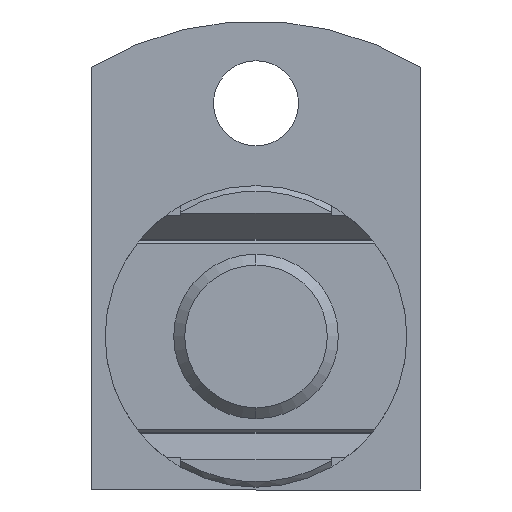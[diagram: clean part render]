
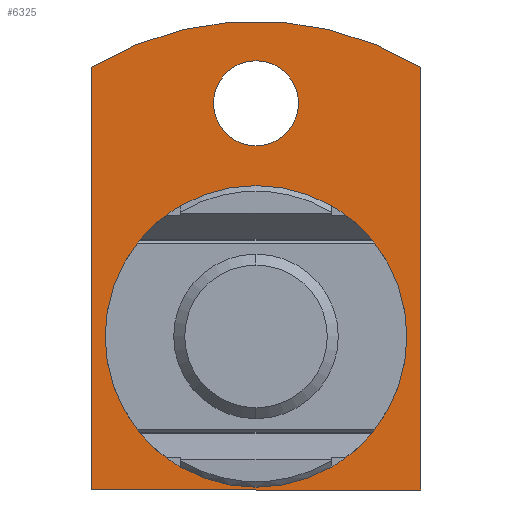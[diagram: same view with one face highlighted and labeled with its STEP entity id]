
A CAD part, front view. The second image highlights one B-rep face of the part: STEP entity #6325.
In plain terms, the highlighted planar face has unit normal (0, -1, 0).
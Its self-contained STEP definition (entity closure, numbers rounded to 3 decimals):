
#307 = VERTEX_POINT ( 'NONE', #5286 ) ;
#375 = EDGE_LOOP ( 'NONE', ( #10045, #5789 ) ) ;
#438 = CARTESIAN_POINT ( 'NONE',  ( 0., -5., 0. ) ) ;
#509 = DIRECTION ( 'NONE',  ( 0., 1., 0. ) ) ;
#559 = VERTEX_POINT ( 'NONE', #2969 ) ;
#660 = CARTESIAN_POINT ( 'NONE',  ( 5.5, -5., 0. ) ) ;
#978 = CARTESIAN_POINT ( 'NONE',  ( 0., -5., 0. ) ) ;
#1000 = CARTESIAN_POINT ( 'NONE',  ( -1.55, -5., 8.5 ) ) ;
#1062 = VERTEX_POINT ( 'NONE', #3093 ) ;
#1328 = AXIS2_PLACEMENT_3D ( 'NONE', #5382, #2124, #4202 ) ;
#1651 = VERTEX_POINT ( 'NONE', #1000 ) ;
#1784 = AXIS2_PLACEMENT_3D ( 'NONE', #13158, #10997, #3395 ) ;
#1892 = EDGE_CURVE ( 'Defeature ausgef�hrt3_61+Defeature ausgef�hrt3_291+Defeature ausgef�hrt3_291+Defeature ausgef�hrt3_291', #1651, #9215, #7830, .T. ) ;
#2112 = CIRCLE ( 'NONE', #1784, 1.55 ) ;
#2124 = DIRECTION ( 'NONE',  ( 0., 1., 0. ) ) ;
#2356 = VECTOR ( 'NONE', #10259, 1000. ) ;
#2969 = CARTESIAN_POINT ( 'NONE',  ( -5.5, -5., 0. ) ) ;
#3060 = CARTESIAN_POINT ( 'NONE',  ( -6., -5., -5.6 ) ) ;
#3093 = CARTESIAN_POINT ( 'NONE',  ( -6., -5., 9.811 ) ) ;
#3350 = DIRECTION ( 'NONE',  ( 0., 1., 0. ) ) ;
#3395 = DIRECTION ( 'NONE',  ( -1., 0., 0. ) ) ;
#3853 = EDGE_CURVE ( 'Defeature ausgef�hrt3_61+Defeature ausgef�hrt3_70+Defeature ausgef�hrt3_56+Defeature ausgef�hrt3_82', #1062, #13397, #3914, .T. ) ;
#3914 = LINE ( 'NONE', #7651, #11141 ) ;
#3998 = ORIENTED_EDGE ( 'NONE', *, *, #1892, .T. ) ;
#4105 = EDGE_CURVE ( 'Defeature ausgef�hrt3_61+Defeature ausgef�hrt3_62+Defeature ausgef�hrt3_62+Defeature ausgef�hrt3_62', #11162, #559, #7780, .T. ) ;
#4202 = DIRECTION ( 'NONE',  ( -1., 0., 0. ) ) ;
#4326 = LINE ( 'NONE', #8875, #5347 ) ;
#5286 = CARTESIAN_POINT ( 'NONE',  ( 6., -5., 9.811 ) ) ;
#5347 = VECTOR ( 'NONE', #8923, 1000. ) ;
#5382 = CARTESIAN_POINT ( 'NONE',  ( 0., -5., 0. ) ) ;
#5416 = DIRECTION ( 'NONE',  ( 0., 0., -1. ) ) ;
#5789 = ORIENTED_EDGE ( 'NONE', *, *, #4105, .T. ) ;
#6325 = ADVANCED_FACE ( 'Defeature ausgef�hrt3_61', ( #9886, #11747, #7201 ), #8559, .F. ) ;
#6805 = CARTESIAN_POINT ( 'NONE',  ( 6., -5., -5.6 ) ) ;
#7146 = CARTESIAN_POINT ( 'NONE',  ( 0., -5., -5.6 ) ) ;
#7201 = FACE_BOUND ( 'NONE', #375, .T. ) ;
#7308 = EDGE_CURVE ( 'Defeature ausgef�hrt3_61+Defeature ausgef�hrt3_71+Defeature ausgef�hrt3_82+Defeature ausgef�hrt3_56', #9547, #307, #4326, .T. ) ;
#7571 = CARTESIAN_POINT ( 'NONE',  ( 0., -5., 11.5 ) ) ;
#7651 = CARTESIAN_POINT ( 'NONE',  ( -6., -5., 11.5 ) ) ;
#7675 = EDGE_CURVE ( 'Defeature ausgef�hrt3_61+Defeature ausgef�hrt3_62+Defeature ausgef�hrt3_62+Defeature ausgef�hrt3_62', #559, #11162, #8516, .T. ) ;
#7780 = CIRCLE ( 'NONE', #10414, 5.5 ) ;
#7786 = EDGE_CURVE ( 'Defeature ausgef�hrt3_61+Defeature ausgef�hrt3_291+Defeature ausgef�hrt3_291+Defeature ausgef�hrt3_291', #9215, #1651, #2112, .T. ) ;
#7830 = CIRCLE ( 'NONE', #10438, 1.55 ) ;
#8062 = ORIENTED_EDGE ( 'NONE', *, *, #9338, .F. ) ;
#8516 = CIRCLE ( 'NONE', #1328, 5.5 ) ;
#8559 = PLANE ( 'NONE',  #10543 ) ;
#8617 = ORIENTED_EDGE ( 'NONE', *, *, #3853, .T. ) ;
#8875 = CARTESIAN_POINT ( 'NONE',  ( 6., -5., 11.5 ) ) ;
#8923 = DIRECTION ( 'NONE',  ( 0., 0., 1. ) ) ;
#8963 = ORIENTED_EDGE ( 'NONE', *, *, #7786, .T. ) ;
#8971 = DIRECTION ( 'NONE',  ( -1., 0., 0. ) ) ;
#9025 = EDGE_LOOP ( 'NONE', ( #3998, #8963 ) ) ;
#9215 = VERTEX_POINT ( 'NONE', #13598 ) ;
#9338 = EDGE_CURVE ( 'Defeature ausgef�hrt3_56+Defeature ausgef�hrt3_61+Defeature ausgef�hrt3_70+Defeature ausgef�hrt3_71', #1062, #307, #13881, .T. ) ;
#9486 = DIRECTION ( 'NONE',  ( 0., 1., 0. ) ) ;
#9539 = DIRECTION ( 'NONE',  ( -1., 0., 0. ) ) ;
#9547 = VERTEX_POINT ( 'NONE', #6805 ) ;
#9886 = FACE_BOUND ( 'NONE', #9025, .T. ) ;
#10045 = ORIENTED_EDGE ( 'NONE', *, *, #7675, .T. ) ;
#10109 = CARTESIAN_POINT ( 'NONE',  ( 0., -5., 8.5 ) ) ;
#10187 = DIRECTION ( 'NONE',  ( -1., 0., 0. ) ) ;
#10259 = DIRECTION ( 'NONE',  ( 1., 0., 0. ) ) ;
#10287 = DIRECTION ( 'NONE',  ( 0., 1., 0. ) ) ;
#10414 = AXIS2_PLACEMENT_3D ( 'NONE', #438, #10287, #10187 ) ;
#10438 = AXIS2_PLACEMENT_3D ( 'NONE', #10109, #509, #8971 ) ;
#10543 = AXIS2_PLACEMENT_3D ( 'NONE', #7571, #3350, #10861 ) ;
#10755 = EDGE_CURVE ( 'Defeature ausgef�hrt3_61+Defeature ausgef�hrt3_82+Defeature ausgef�hrt3_70+Defeature ausgef�hrt3_71', #13397, #9547, #12798, .T. ) ;
#10861 = DIRECTION ( 'NONE',  ( -1., 0., 0. ) ) ;
#10997 = DIRECTION ( 'NONE',  ( 0., 1., 0. ) ) ;
#11141 = VECTOR ( 'NONE', #5416, 1000. ) ;
#11162 = VERTEX_POINT ( 'NONE', #660 ) ;
#11729 = AXIS2_PLACEMENT_3D ( 'NONE', #978, #9486, #9539 ) ;
#11747 = FACE_OUTER_BOUND ( 'NONE', #13944, .T. ) ;
#12395 = ORIENTED_EDGE ( 'NONE', *, *, #7308, .T. ) ;
#12798 = LINE ( 'NONE', #7146, #2356 ) ;
#13075 = ORIENTED_EDGE ( 'NONE', *, *, #10755, .T. ) ;
#13158 = CARTESIAN_POINT ( 'NONE',  ( 0., -5., 8.5 ) ) ;
#13397 = VERTEX_POINT ( 'NONE', #3060 ) ;
#13598 = CARTESIAN_POINT ( 'NONE',  ( 1.55, -5., 8.5 ) ) ;
#13881 = CIRCLE ( 'NONE', #11729, 11.5 ) ;
#13944 = EDGE_LOOP ( 'NONE', ( #8617, #13075, #12395, #8062 ) ) ;
